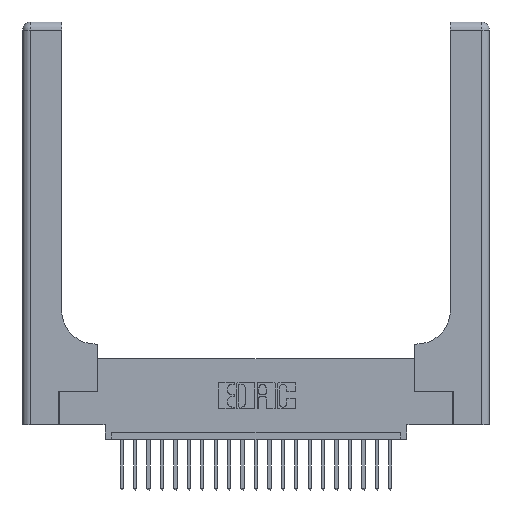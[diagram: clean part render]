
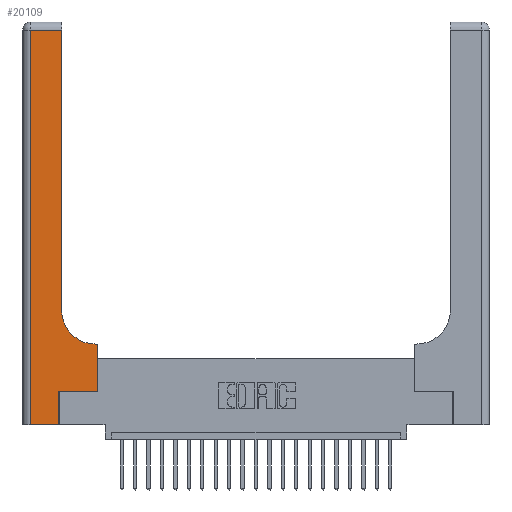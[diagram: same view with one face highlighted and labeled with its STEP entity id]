
A CAD part, top view. The second image highlights one B-rep face of the part: STEP entity #20109.
In plain terms, the highlighted planar face has unit normal (0, 0, 1).
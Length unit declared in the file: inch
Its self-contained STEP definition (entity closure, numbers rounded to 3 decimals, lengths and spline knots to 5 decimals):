
#97 = LINE ( 'NONE', #20715, #4976 ) ;
#403 = EDGE_CURVE ( 'NONE', #20713, #19232, #9885, .T. ) ;
#740 = DIRECTION ( 'NONE',  ( -1., 0., 0. ) ) ;
#790 = DIRECTION ( 'NONE',  ( 1., 0., 0. ) ) ;
#1138 = CARTESIAN_POINT ( 'NONE',  ( 0.5585, 0.6, 0.37 ) ) ;
#1239 = CARTESIAN_POINT ( 'NONE',  ( 0.06, 0., 0.37 ) ) ;
#2418 = DIRECTION ( 'NONE',  ( -1., 0., 0. ) ) ;
#2560 = CIRCLE ( 'NONE', #9429, 0.25 ) ;
#3015 = VERTEX_POINT ( 'NONE', #1138 ) ;
#3821 = ORIENTED_EDGE ( 'NONE', *, *, #6257, .T. ) ;
#4372 = ORIENTED_EDGE ( 'NONE', *, *, #5655, .T. ) ;
#4613 = CARTESIAN_POINT ( 'NONE',  ( 0.2915, 0.85, 0.37 ) ) ;
#4976 = VECTOR ( 'NONE', #2418, 39.37008 ) ;
#5012 = CARTESIAN_POINT ( 'NONE',  ( 0.269, 0.25, 0.37 ) ) ;
#5581 = VERTEX_POINT ( 'NONE', #4613 ) ;
#5613 = VECTOR ( 'NONE', #740, 39.37008 ) ;
#5655 = EDGE_CURVE ( 'NONE', #10934, #5581, #2560, .T. ) ;
#5932 = ORIENTED_EDGE ( 'NONE', *, *, #22812, .T. ) ;
#6165 = DIRECTION ( 'NONE',  ( 0., 0., -1. ) ) ;
#6257 = EDGE_CURVE ( 'NONE', #19232, #20199, #14104, .T. ) ;
#6411 = CARTESIAN_POINT ( 'NONE',  ( 0.2915, 0.6, 0.37 ) ) ;
#7065 = DIRECTION ( 'NONE',  ( -1., 0., 0. ) ) ;
#9291 = DIRECTION ( 'NONE',  ( 1., 0., 0. ) ) ;
#9429 = AXIS2_PLACEMENT_3D ( 'NONE', #11892, #6165, #20847 ) ;
#9579 = ORIENTED_EDGE ( 'NONE', *, *, #23978, .T. ) ;
#9885 = LINE ( 'NONE', #20508, #14209 ) ;
#9982 = EDGE_CURVE ( 'NONE', #21254, #3015, #18904, .T. ) ;
#10640 = FACE_OUTER_BOUND ( 'NONE', #12148, .T. ) ;
#10710 = PLANE ( 'NONE',  #19769 ) ;
#10829 = DIRECTION ( 'NONE',  ( 0., 1., 0. ) ) ;
#10923 = LINE ( 'NONE', #15605, #11226 ) ;
#10934 = VERTEX_POINT ( 'NONE', #15348 ) ;
#11032 = ORIENTED_EDGE ( 'NONE', *, *, #11153, .T. ) ;
#11153 = EDGE_CURVE ( 'NONE', #5581, #23711, #23734, .T. ) ;
#11226 = VECTOR ( 'NONE', #790, 39.37008 ) ;
#11689 = DIRECTION ( 'NONE',  ( 0., 1., 0. ) ) ;
#11892 = CARTESIAN_POINT ( 'NONE',  ( 0.5415, 0.85, 0.37 ) ) ;
#12148 = EDGE_LOOP ( 'NONE', ( #11032, #21327, #9579, #18887, #3821, #23346, #17229, #5932, #4372 ) ) ;
#12307 = VERTEX_POINT ( 'NONE', #16893 ) ;
#12324 = CARTESIAN_POINT ( 'NONE',  ( 0.269, 0., 0.37 ) ) ;
#12571 = CARTESIAN_POINT ( 'NONE',  ( 0., 3., 0.37 ) ) ;
#13351 = VECTOR ( 'NONE', #11689, 39.37008 ) ;
#14073 = CARTESIAN_POINT ( 'NONE',  ( 0.5585, 0.25, 0.37 ) ) ;
#14104 = LINE ( 'NONE', #17036, #23443 ) ;
#14209 = VECTOR ( 'NONE', #9291, 39.37008 ) ;
#14470 = CARTESIAN_POINT ( 'NONE',  ( 0.2915, 3., 0.37 ) ) ;
#15348 = CARTESIAN_POINT ( 'NONE',  ( 0.5415, 0.6, 0.37 ) ) ;
#15605 = CARTESIAN_POINT ( 'NONE',  ( 0.269, 0.25, 0.37 ) ) ;
#16004 = CARTESIAN_POINT ( 'NONE',  ( 0.2915, 2.94, 0.37 ) ) ;
#16398 = CARTESIAN_POINT ( 'NONE',  ( 0.06, 3., 0.37 ) ) ;
#16439 = VECTOR ( 'NONE', #10829, 39.37008 ) ;
#16893 = CARTESIAN_POINT ( 'NONE',  ( 0.06, 2.94, 0.37 ) ) ;
#17036 = CARTESIAN_POINT ( 'NONE',  ( 0.269, 0., 0.37 ) ) ;
#17229 = ORIENTED_EDGE ( 'NONE', *, *, #9982, .T. ) ;
#17598 = EDGE_CURVE ( 'NONE', #23711, #12307, #97, .T. ) ;
#17800 = LINE ( 'NONE', #16398, #20609 ) ;
#18056 = DIRECTION ( 'NONE',  ( 0., 0., -1. ) ) ;
#18887 = ORIENTED_EDGE ( 'NONE', *, *, #403, .T. ) ;
#18904 = LINE ( 'NONE', #20807, #13351 ) ;
#18963 = LINE ( 'NONE', #6411, #5613 ) ;
#19232 = VERTEX_POINT ( 'NONE', #12324 ) ;
#19769 = AXIS2_PLACEMENT_3D ( 'NONE', #12571, #18056, #7065 ) ;
#20070 = EDGE_CURVE ( 'NONE', #20199, #21254, #10923, .T. ) ;
#20109 = ADVANCED_FACE ( 'NONE', ( #10640 ), #10710, .F. ) ;
#20199 = VERTEX_POINT ( 'NONE', #5012 ) ;
#20508 = CARTESIAN_POINT ( 'NONE',  ( 0., 0., 0.37 ) ) ;
#20609 = VECTOR ( 'NONE', #23579, 39.37008 ) ;
#20713 = VERTEX_POINT ( 'NONE', #1239 ) ;
#20715 = CARTESIAN_POINT ( 'NONE',  ( 0., 2.94, 0.37 ) ) ;
#20807 = CARTESIAN_POINT ( 'NONE',  ( 0.5585, 0.25, 0.37 ) ) ;
#20847 = DIRECTION ( 'NONE',  ( 1., 0., 0. ) ) ;
#21254 = VERTEX_POINT ( 'NONE', #14073 ) ;
#21327 = ORIENTED_EDGE ( 'NONE', *, *, #17598, .T. ) ;
#22630 = DIRECTION ( 'NONE',  ( 0., 1., 0. ) ) ;
#22812 = EDGE_CURVE ( 'NONE', #3015, #10934, #18963, .T. ) ;
#23346 = ORIENTED_EDGE ( 'NONE', *, *, #20070, .T. ) ;
#23443 = VECTOR ( 'NONE', #22630, 39.37008 ) ;
#23579 = DIRECTION ( 'NONE',  ( 0., -1., 0. ) ) ;
#23711 = VERTEX_POINT ( 'NONE', #16004 ) ;
#23734 = LINE ( 'NONE', #14470, #16439 ) ;
#23978 = EDGE_CURVE ( 'NONE', #12307, #20713, #17800, .T. ) ;
